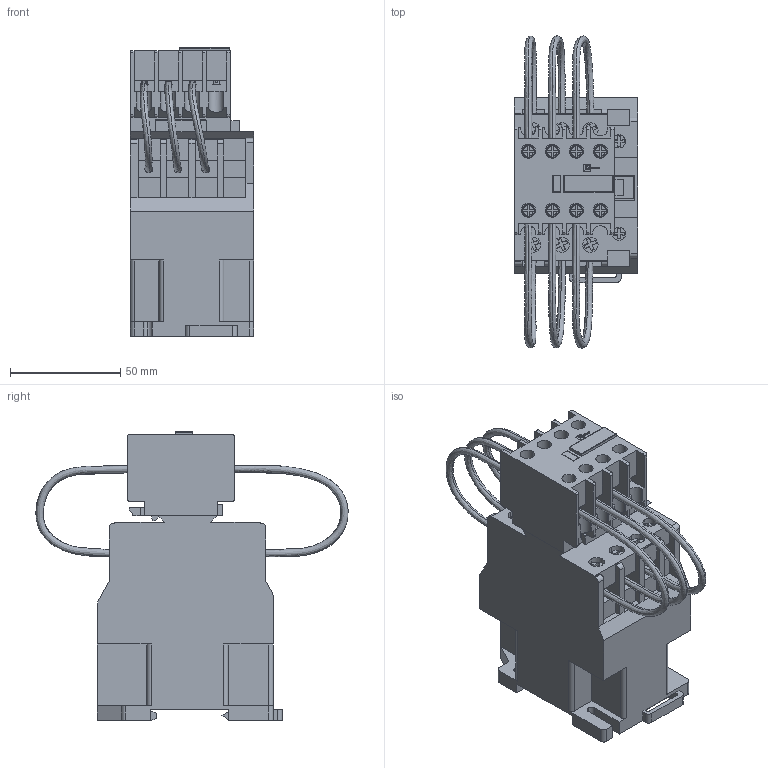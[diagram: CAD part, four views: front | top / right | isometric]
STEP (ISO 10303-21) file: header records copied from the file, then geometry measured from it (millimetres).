
FILE_DESCRIPTION (( 'STEP AP203' ), '1' );
FILE_NAME ('Êîíòàêòîð ÊÌÝÊ 20êÂÀð 400Â 2NO+1NC (ctrk-s-43-20-400).STEP', '2018-11-02T11:55:14', ( '' ), ( '' ), 'SwSTEP 2.0', 'SolidWorks 2017', '' );
FILE_SCHEMA (( 'CONFIG_CONTROL_DESIGN' ));
Length unit declared in the file: millimetre
Products named in the file (4): Ïðèñòàâêà êîíòàêòîðíàÿ ÏÊÝ-04; Êîíòàêòîð ÊÌÝÊ 20êÂÀð 400Â 2NO+1NC (ctrk-s-43-20-400); ﾊﾌﾝ-3210. 3201; 砎鍒鍱膻膱2
Assembly tree (3 placements, depth 2):
  Êîíòàêòîð ÊÌÝÊ 20êÂÀð 400Â 2NO+1NC (ctrk-s-43-20-400)
    ﾊﾌﾝ-3210. 3201
    Ïðèñòàâêà êîíòàêòîðíàÿ ÏÊÝ-04
    砎鍒鍱膻膱2
Bounding box: 56 x 141.85 x 131.2 mm (x, y, z)
Volume: 388589.1 mm3; surface area: 75599.8 mm2
Topology: 9 solids, 9 shells, 950 faces, 2654 edges, 1753 vertices
Faces by surface type: plane 762, cylinder 126, torus 32, bspline 30
Entity records: 33616 total; most frequent: CARTESIAN_POINT 8735, ORIENTED_EDGE 5308, DIRECTION 4756, EDGE_CURVE 2654, VECTOR 2152, LINE 2152, VERTEX_POINT 1753, AXIS2_PLACEMENT_3D 1302
